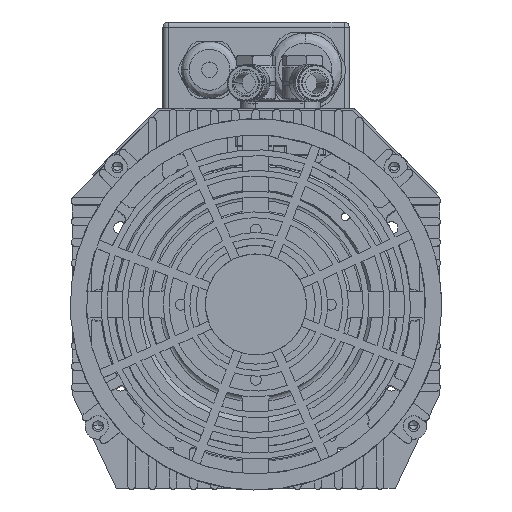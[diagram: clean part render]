
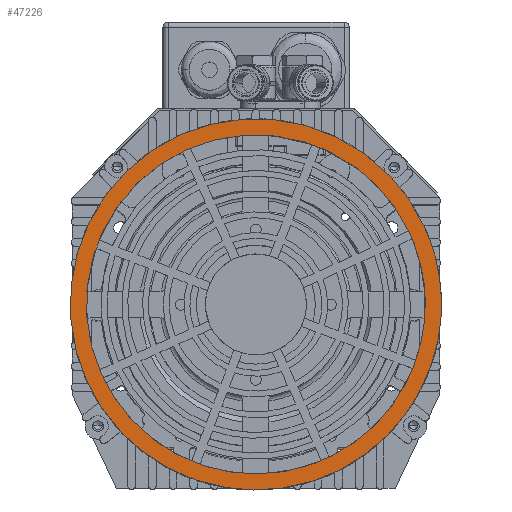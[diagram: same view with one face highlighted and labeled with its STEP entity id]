
A CAD part, top view. The second image highlights one B-rep face of the part: STEP entity #47226.
In plain terms, the highlighted face is planar.
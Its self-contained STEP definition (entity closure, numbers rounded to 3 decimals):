
#1945 = VERTEX_POINT ( 'NONE', #46145 ) ;
#7800 = CARTESIAN_POINT ( 'NONE',  ( -71.75, -143.5, 0. ) ) ;
#8045 = CIRCLE ( 'NONE', #37328, 65.5 ) ;
#8866 = EDGE_CURVE ( 'NONE', #28867, #74688, #76545, .T. ) ;
#14551 = ORIENTED_EDGE ( 'NONE', *, *, #48405, .T. ) ;
#19806 = CARTESIAN_POINT ( 'NONE',  ( 0., 0., 0. ) ) ;
#20331 = CARTESIAN_POINT ( 'NONE',  ( -65.5, 0., 0. ) ) ;
#21568 = AXIS2_PLACEMENT_3D ( 'NONE', #19806, #102756, #102406 ) ;
#22741 = FACE_BOUND ( 'NONE', #54485, .T. ) ;
#24022 = CARTESIAN_POINT ( 'NONE',  ( -71.75, 0., 0. ) ) ;
#25295 = FACE_OUTER_BOUND ( 'NONE', #63618, .T. ) ;
#25488 = EDGE_CURVE ( 'NONE', #1945, #83847, #65487, .T. ) ;
#27129 = DIRECTION ( 'NONE',  ( 1., 0., 0. ) ) ;
#28867 = VERTEX_POINT ( 'NONE', #34113 ) ;
#33621 = CIRCLE ( 'NONE', #21568, 71.75 ) ;
#33700 = DIRECTION ( 'NONE',  ( -1., 0., 0. ) ) ;
#34113 = CARTESIAN_POINT ( 'NONE',  ( 65.5, 0., 0. ) ) ;
#37328 = AXIS2_PLACEMENT_3D ( 'NONE', #76006, #83917, #27129 ) ;
#40157 = CARTESIAN_POINT ( 'NONE',  ( -71.75, 0., 0. ) ) ;
#46145 = CARTESIAN_POINT ( 'NONE',  ( 71.75, 0., 0. ) ) ;
#47226 = ADVANCED_FACE ( 'NONE', ( #25295, #22741 ), #83957, .T. ) ;
#48405 = EDGE_CURVE ( 'NONE', #28867, #74688, #8045, .T. ) ;
#50467 = CARTESIAN_POINT ( 'NONE',  ( 72.611, 72.611, 0. ) ) ;
#52556 = CARTESIAN_POINT ( 'NONE',  ( -65.5, -131., 0. ) ) ;
#54485 = EDGE_LOOP ( 'NONE', ( #14551, #79909 ) ) ;
#59124 = DIRECTION ( 'NONE',  ( 0., 0., -1. ) ) ;
#63618 = EDGE_LOOP ( 'NONE', ( #76112, #74119 ) ) ;
#64557 = CARTESIAN_POINT ( 'NONE',  ( 71.75, 0., 0. ) ) ;
#65487 =( BOUNDED_CURVE ( )  B_SPLINE_CURVE ( 3, ( #64557, #81140, #7800, #40157 ),
 .UNSPECIFIED., .F., .F. ) 
 B_SPLINE_CURVE_WITH_KNOTS ( ( 4, 4 ),
 ( 0., 0.227 ),
 .UNSPECIFIED. ) 
 CURVE ( )  GEOMETRIC_REPRESENTATION_ITEM ( )  RATIONAL_B_SPLINE_CURVE ( ( 1., 0.333, 0.333, 1. ) ) 
 REPRESENTATION_ITEM ( '' )  );
#74119 = ORIENTED_EDGE ( 'NONE', *, *, #25488, .T. ) ;
#74688 = VERTEX_POINT ( 'NONE', #105803 ) ;
#76006 = CARTESIAN_POINT ( 'NONE',  ( 0., 0., 0. ) ) ;
#76112 = ORIENTED_EDGE ( 'NONE', *, *, #76628, .T. ) ;
#76545 =( BOUNDED_CURVE ( )  B_SPLINE_CURVE ( 3, ( #93936, #101861, #52556, #20331 ),
 .UNSPECIFIED., .F., .F. ) 
 B_SPLINE_CURVE_WITH_KNOTS ( ( 4, 4 ),
 ( 0., 0.207 ),
 .UNSPECIFIED. ) 
 CURVE ( )  GEOMETRIC_REPRESENTATION_ITEM ( )  RATIONAL_B_SPLINE_CURVE ( ( 1., 0.333, 0.333, 1. ) ) 
 REPRESENTATION_ITEM ( '' )  );
#76628 = EDGE_CURVE ( 'NONE', #83847, #1945, #33621, .T. ) ;
#79909 = ORIENTED_EDGE ( 'NONE', *, *, #8866, .F. ) ;
#81140 = CARTESIAN_POINT ( 'NONE',  ( 71.75, -143.5, 0. ) ) ;
#81882 = AXIS2_PLACEMENT_3D ( 'NONE', #50467, #59124, #33700 ) ;
#83847 = VERTEX_POINT ( 'NONE', #24022 ) ;
#83917 = DIRECTION ( 'NONE',  ( 0., 0., 1. ) ) ;
#83957 = PLANE ( 'NONE',  #81882 ) ;
#93936 = CARTESIAN_POINT ( 'NONE',  ( 65.5, 0., 0. ) ) ;
#101861 = CARTESIAN_POINT ( 'NONE',  ( 65.5, -131., 0. ) ) ;
#102406 = DIRECTION ( 'NONE',  ( 1., 0., 0. ) ) ;
#102756 = DIRECTION ( 'NONE',  ( 0., 0., -1. ) ) ;
#105803 = CARTESIAN_POINT ( 'NONE',  ( -65.5, 0., 0. ) ) ;
